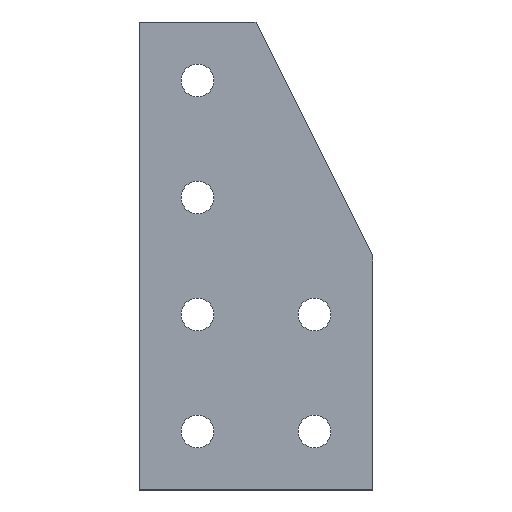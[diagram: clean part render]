
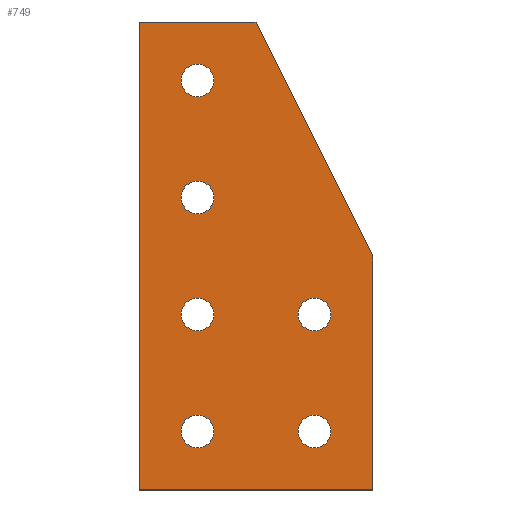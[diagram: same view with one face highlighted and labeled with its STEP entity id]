
A CAD part, top view. The second image highlights one B-rep face of the part: STEP entity #749.
In plain terms, the highlighted planar face has unit normal (0, 0, 1).
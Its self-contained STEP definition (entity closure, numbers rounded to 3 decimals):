
#132=CARTESIAN_POINT('',(0.14,1.0,0.188));
#133=VERTEX_POINT('',#132);
#149=CARTESIAN_POINT('',(-0.14,1.0,0.188));
#150=VERTEX_POINT('',#149);
#157=CARTESIAN_POINT('',(0.0,1.0,0.188));
#158=DIRECTION('',(0.0,0.0,-1.0));
#159=DIRECTION('',(1.0,0.0,0.0));
#160=AXIS2_PLACEMENT_3D('',#157,#158,#159);
#161=CIRCLE('',#160,0.14);
#162=EDGE_CURVE('',#133,#150,#161,.T.);
#174=CARTESIAN_POINT('',(0.14,0.0,0.188));
#175=VERTEX_POINT('',#174);
#191=CARTESIAN_POINT('',(-0.14,0.,0.188));
#192=VERTEX_POINT('',#191);
#199=CARTESIAN_POINT('',(0.0,0.0,0.188));
#200=DIRECTION('',(0.0,0.0,-1.0));
#201=DIRECTION('',(1.0,0.0,0.0));
#202=AXIS2_PLACEMENT_3D('',#199,#200,#201);
#203=CIRCLE('',#202,0.14);
#204=EDGE_CURVE('',#175,#192,#203,.T.);
#216=CARTESIAN_POINT('',(1.14,0.0,0.188));
#217=VERTEX_POINT('',#216);
#233=CARTESIAN_POINT('',(0.86,0.,0.188));
#234=VERTEX_POINT('',#233);
#241=CARTESIAN_POINT('',(1.0,0.0,0.188));
#242=DIRECTION('',(0.0,0.0,-1.0));
#243=DIRECTION('',(1.0,0.0,0.0));
#244=AXIS2_PLACEMENT_3D('',#241,#242,#243);
#245=CIRCLE('',#244,0.14);
#246=EDGE_CURVE('',#217,#234,#245,.T.);
#258=CARTESIAN_POINT('',(1.14,1.0,0.188));
#259=VERTEX_POINT('',#258);
#275=CARTESIAN_POINT('',(0.86,1.0,0.188));
#276=VERTEX_POINT('',#275);
#283=CARTESIAN_POINT('',(1.0,1.0,0.188));
#284=DIRECTION('',(0.0,0.0,-1.0));
#285=DIRECTION('',(1.0,0.0,0.0));
#286=AXIS2_PLACEMENT_3D('',#283,#284,#285);
#287=CIRCLE('',#286,0.14);
#288=EDGE_CURVE('',#259,#276,#287,.T.);
#300=CARTESIAN_POINT('',(0.14,3.0,0.188));
#301=VERTEX_POINT('',#300);
#317=CARTESIAN_POINT('',(-0.14,3.0,0.188));
#318=VERTEX_POINT('',#317);
#325=CARTESIAN_POINT('',(0.0,3.0,0.188));
#326=DIRECTION('',(0.0,0.0,-1.0));
#327=DIRECTION('',(1.0,0.0,0.0));
#328=AXIS2_PLACEMENT_3D('',#325,#326,#327);
#329=CIRCLE('',#328,0.14);
#330=EDGE_CURVE('',#301,#318,#329,.T.);
#342=CARTESIAN_POINT('',(0.14,2.0,0.188));
#343=VERTEX_POINT('',#342);
#359=CARTESIAN_POINT('',(-0.14,2.0,0.188));
#360=VERTEX_POINT('',#359);
#367=CARTESIAN_POINT('',(0.0,2.0,0.188));
#368=DIRECTION('',(0.0,0.0,-1.0));
#369=DIRECTION('',(1.0,0.0,0.0));
#370=AXIS2_PLACEMENT_3D('',#367,#368,#369);
#371=CIRCLE('',#370,0.14);
#372=EDGE_CURVE('',#343,#360,#371,.T.);
#383=CARTESIAN_POINT('',(0.0,2.0,0.188));
#384=DIRECTION('',(0.0,0.0,-1.0));
#385=DIRECTION('',(1.0,0.0,0.0));
#386=AXIS2_PLACEMENT_3D('',#383,#384,#385);
#387=CIRCLE('',#386,0.14);
#388=EDGE_CURVE('',#360,#343,#387,.T.);
#407=CARTESIAN_POINT('',(0.0,3.0,0.188));
#408=DIRECTION('',(0.0,0.0,-1.0));
#409=DIRECTION('',(1.0,0.0,0.0));
#410=AXIS2_PLACEMENT_3D('',#407,#408,#409);
#411=CIRCLE('',#410,0.14);
#412=EDGE_CURVE('',#318,#301,#411,.T.);
#431=CARTESIAN_POINT('',(1.0,1.0,0.188));
#432=DIRECTION('',(0.0,0.0,-1.0));
#433=DIRECTION('',(1.0,0.0,0.0));
#434=AXIS2_PLACEMENT_3D('',#431,#432,#433);
#435=CIRCLE('',#434,0.14);
#436=EDGE_CURVE('',#276,#259,#435,.T.);
#455=CARTESIAN_POINT('',(1.0,0.0,0.188));
#456=DIRECTION('',(0.0,0.0,-1.0));
#457=DIRECTION('',(1.0,0.0,0.0));
#458=AXIS2_PLACEMENT_3D('',#455,#456,#457);
#459=CIRCLE('',#458,0.14);
#460=EDGE_CURVE('',#234,#217,#459,.T.);
#479=CARTESIAN_POINT('',(0.0,0.0,0.188));
#480=DIRECTION('',(0.0,0.0,-1.0));
#481=DIRECTION('',(1.0,0.0,0.0));
#482=AXIS2_PLACEMENT_3D('',#479,#480,#481);
#483=CIRCLE('',#482,0.14);
#484=EDGE_CURVE('',#192,#175,#483,.T.);
#503=CARTESIAN_POINT('',(0.0,1.0,0.188));
#504=DIRECTION('',(0.0,0.0,-1.0));
#505=DIRECTION('',(1.0,0.0,0.0));
#506=AXIS2_PLACEMENT_3D('',#503,#504,#505);
#507=CIRCLE('',#506,0.14);
#508=EDGE_CURVE('',#150,#133,#507,.T.);
#526=CARTESIAN_POINT('',(-0.5,-0.5,0.188));
#527=VERTEX_POINT('',#526);
#528=CARTESIAN_POINT('',(-0.5,3.5,0.188));
#529=VERTEX_POINT('',#528);
#530=CARTESIAN_POINT('',(-0.5,-0.5,0.188));
#531=DIRECTION('',(0.0,1.0,0.0));
#532=VECTOR('',#531,4.0);
#533=LINE('',#530,#532);
#534=EDGE_CURVE('',#527,#529,#533,.T.);
#566=CARTESIAN_POINT('',(0.5,3.5,0.188));
#567=VERTEX_POINT('',#566);
#568=CARTESIAN_POINT('',(-0.5,3.5,0.188));
#569=DIRECTION('',(1.0,0.0,0.0));
#570=VECTOR('',#569,1.0);
#571=LINE('',#568,#570);
#572=EDGE_CURVE('',#529,#567,#571,.T.);
#597=CARTESIAN_POINT('',(1.5,1.5,0.188));
#598=VERTEX_POINT('',#597);
#599=CARTESIAN_POINT('',(0.5,3.5,0.188));
#600=DIRECTION('',(0.447,-0.894,0.0));
#601=VECTOR('',#600,2.236);
#602=LINE('',#599,#601);
#603=EDGE_CURVE('',#567,#598,#602,.T.);
#628=CARTESIAN_POINT('',(1.5,-0.5,0.188));
#629=VERTEX_POINT('',#628);
#630=CARTESIAN_POINT('',(1.5,1.5,0.188));
#631=DIRECTION('',(0.0,-1.0,0.0));
#632=VECTOR('',#631,2.0);
#633=LINE('',#630,#632);
#634=EDGE_CURVE('',#598,#629,#633,.T.);
#659=CARTESIAN_POINT('',(1.5,-0.5,0.188));
#660=DIRECTION('',(-1.0,0.0,0.0));
#661=VECTOR('',#660,2.0);
#662=LINE('',#659,#661);
#663=EDGE_CURVE('',#629,#527,#662,.T.);
#713=CARTESIAN_POINT('',(-0.5,-0.5,0.188));
#714=DIRECTION('',(0.0,0.0,-1.0));
#715=DIRECTION('',(-1.0,0.0,0.0));
#716=AXIS2_PLACEMENT_3D('',#713,#714,#715);
#717=PLANE('',#716);
#718=ORIENTED_EDGE('',*,*,#534,.F.);
#719=ORIENTED_EDGE('',*,*,#663,.F.);
#720=ORIENTED_EDGE('',*,*,#634,.F.);
#721=ORIENTED_EDGE('',*,*,#603,.F.);
#722=ORIENTED_EDGE('',*,*,#572,.F.);
#723=EDGE_LOOP('',(#718,#719,#720,#721,#722));
#724=FACE_OUTER_BOUND('',#723,.T.);
#725=ORIENTED_EDGE('',*,*,#372,.T.);
#726=ORIENTED_EDGE('',*,*,#388,.T.);
#727=EDGE_LOOP('',(#725,#726));
#728=FACE_BOUND('',#727,.T.);
#729=ORIENTED_EDGE('',*,*,#330,.T.);
#730=ORIENTED_EDGE('',*,*,#412,.T.);
#731=EDGE_LOOP('',(#729,#730));
#732=FACE_BOUND('',#731,.T.);
#733=ORIENTED_EDGE('',*,*,#288,.T.);
#734=ORIENTED_EDGE('',*,*,#436,.T.);
#735=EDGE_LOOP('',(#733,#734));
#736=FACE_BOUND('',#735,.T.);
#737=ORIENTED_EDGE('',*,*,#246,.T.);
#738=ORIENTED_EDGE('',*,*,#460,.T.);
#739=EDGE_LOOP('',(#737,#738));
#740=FACE_BOUND('',#739,.T.);
#741=ORIENTED_EDGE('',*,*,#204,.T.);
#742=ORIENTED_EDGE('',*,*,#484,.T.);
#743=EDGE_LOOP('',(#741,#742));
#744=FACE_BOUND('',#743,.T.);
#745=ORIENTED_EDGE('',*,*,#162,.T.);
#746=ORIENTED_EDGE('',*,*,#508,.T.);
#747=EDGE_LOOP('',(#745,#746));
#748=FACE_BOUND('',#747,.T.);
#749=ADVANCED_FACE('',(#724,#728,#732,#736,#740,#744,#748),#717,.F.);
